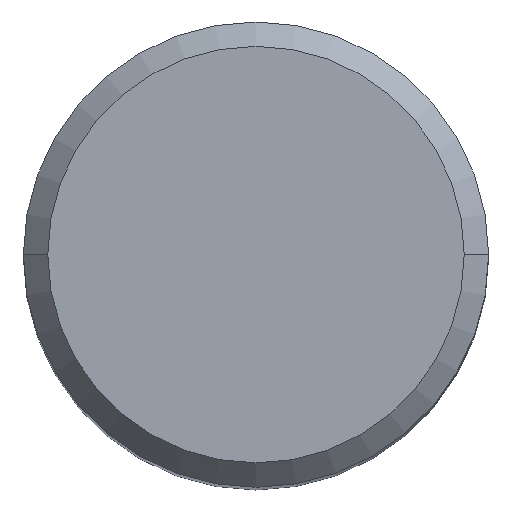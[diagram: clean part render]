
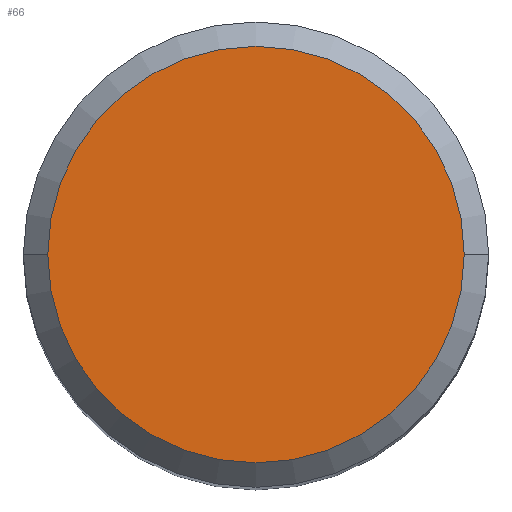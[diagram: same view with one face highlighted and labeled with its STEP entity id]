
A CAD part, top view. The second image highlights one B-rep face of the part: STEP entity #66.
In plain terms, the highlighted planar face has unit normal (0, 0, 1).
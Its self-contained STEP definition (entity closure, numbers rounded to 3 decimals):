
#53=PLANE('',#480);
#66=ADVANCED_FACE('',(#89),#53,.F.);
#89=FACE_OUTER_BOUND('',#110,.T.);
#110=EDGE_LOOP('',(#142,#143,#144,#145));
#142=ORIENTED_EDGE('',*,*,#246,.F.);
#143=ORIENTED_EDGE('',*,*,#247,.F.);
#144=ORIENTED_EDGE('',*,*,#248,.F.);
#145=ORIENTED_EDGE('',*,*,#249,.F.);
#217=VERTEX_POINT('',#774);
#218=VERTEX_POINT('',#775);
#219=VERTEX_POINT('',#777);
#220=VERTEX_POINT('',#779);
#246=EDGE_CURVE('',#217,#218,#295,.T.);
#247=EDGE_CURVE('',#219,#217,#296,.T.);
#248=EDGE_CURVE('',#220,#219,#297,.T.);
#249=EDGE_CURVE('',#218,#220,#298,.T.);
#295=CIRCLE('',#476,8.525);
#296=CIRCLE('',#477,8.525);
#297=CIRCLE('',#478,8.525);
#298=CIRCLE('',#479,8.525);
#476=AXIS2_PLACEMENT_3D('',#773,#570,#571);
#477=AXIS2_PLACEMENT_3D('',#776,#572,#573);
#478=AXIS2_PLACEMENT_3D('',#778,#574,#575);
#479=AXIS2_PLACEMENT_3D('',#780,#576,#577);
#480=AXIS2_PLACEMENT_3D('',#781,#578,#579);
#570=DIRECTION('',(0.,0.,-1.));
#571=DIRECTION('',(0.,-1.,0.));
#572=DIRECTION('',(0.,0.,-1.));
#573=DIRECTION('',(1.,0.,0.));
#574=DIRECTION('',(0.,0.,-1.));
#575=DIRECTION('',(0.,1.,0.));
#576=DIRECTION('',(0.,0.,-1.));
#577=DIRECTION('',(-1.,0.,0.));
#578=DIRECTION('',(0.,0.,-1.));
#579=DIRECTION('',(1.,0.,0.));
#773=CARTESIAN_POINT('',(0.,0.,0.));
#774=CARTESIAN_POINT('',(0.,-8.525,0.));
#775=CARTESIAN_POINT('',(-8.525,0.,0.));
#776=CARTESIAN_POINT('',(0.,0.,0.));
#777=CARTESIAN_POINT('',(8.525,0.,0.));
#778=CARTESIAN_POINT('',(0.,0.,0.));
#779=CARTESIAN_POINT('',(0.,8.525,0.));
#780=CARTESIAN_POINT('',(0.,0.,0.));
#781=CARTESIAN_POINT('',(0.,0.,0.));
